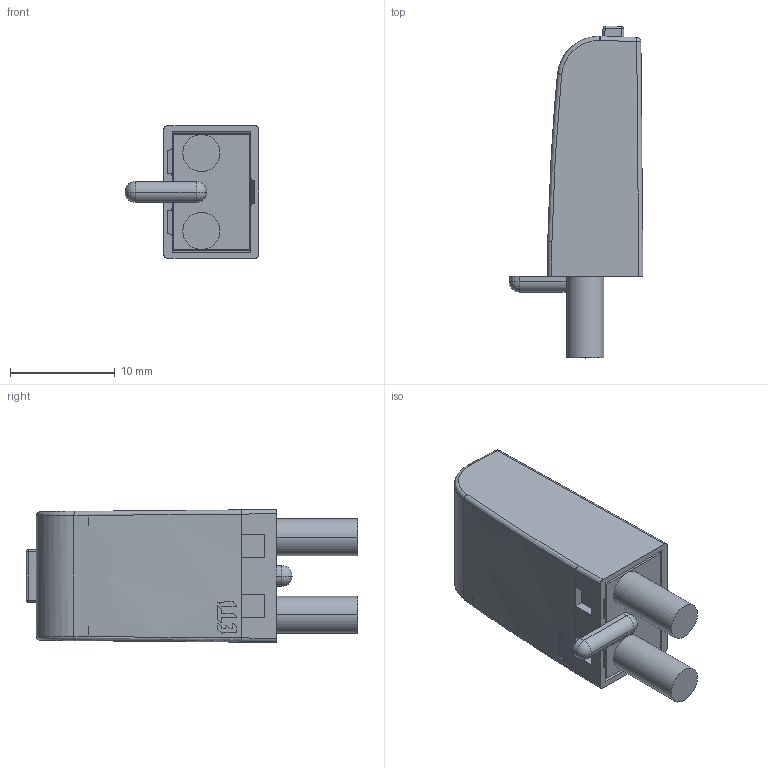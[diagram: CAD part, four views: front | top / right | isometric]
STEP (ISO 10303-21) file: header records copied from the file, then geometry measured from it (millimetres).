
FILE_DESCRIPTION((''),'2;1');
FILE_NAME('ERC-ACDCLCASD_ASM','2021-10-27T',('marketing.praksa'),('Audax d.o.o.'),'CREO PARAMETRIC BY PTC INC, 2017480','CREO PARAMETRIC BY PTC INC, 2017480','');
FILE_SCHEMA(('AUTOMOTIVE_DESIGN { 1 0 10303 214 1 1 1 1 }'));
Length unit declared in the file: millimetre
Products named in the file (4): ZAOKR_GLENIE2; ZAOKR_GLENIE3; PRT9563; ERC-ACDCLCASD_ASM
Assembly tree (3 placements, depth 2):
  ERC-ACDCLCASD_ASM
    ZAOKR_GLENIE2
    ZAOKR_GLENIE3
    PRT9563
Bounding box: 12.8 x 31.73 x 12.7 mm (x, y, z)
Volume: 1322.3 mm3; surface area: 2481.2 mm2
Topology: 5 solids, 5 shells, 232 faces, 648 edges, 411 vertices
Faces by surface type: plane 132, cylinder 81, sphere 12, bspline 3, extrusion 2, revolution 1, torus 1
Entity records: 11673 total; most frequent: CARTESIAN_POINT 2027, ORIENTED_EDGE 1272, DIRECTION 1095, PRESENTATION_STYLE_ASSIGNMENT 876, STYLED_ITEM 876, CURVE_STYLE 639, EDGE_CURVE 636, VECTOR 414
